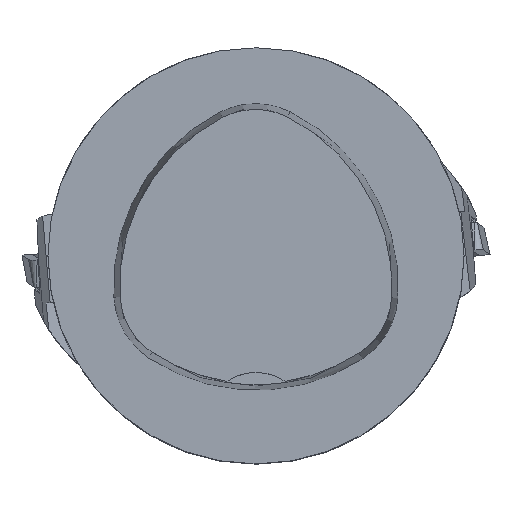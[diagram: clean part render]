
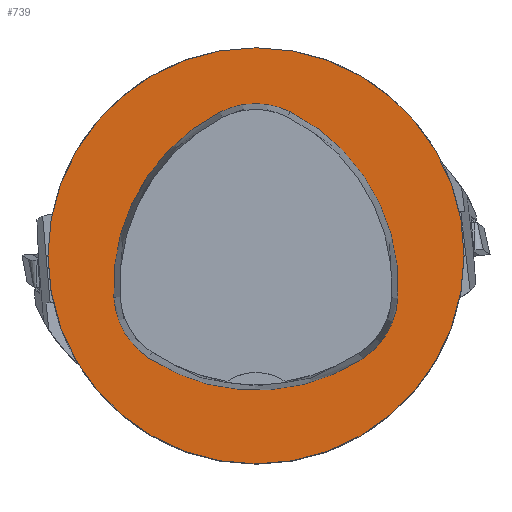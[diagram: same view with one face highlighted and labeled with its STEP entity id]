
A CAD part, top view. The second image highlights one B-rep face of the part: STEP entity #739.
In plain terms, the highlighted planar face has unit normal (0, 0, 1).
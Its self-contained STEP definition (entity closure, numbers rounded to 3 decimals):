
#380=FACE_BOUND('',#1400,.T.);
#381=FACE_BOUND('',#1401,.T.);
#485=CIRCLE('',#5070,16.);
#486=CIRCLE('',#5076,15.);
#488=CIRCLE('',#5079,6.);
#490=CIRCLE('',#5082,15.);
#492=CIRCLE('',#5085,6.);
#496=CIRCLE('',#5090,15.);
#498=CIRCLE('',#5093,6.);
#739=ADVANCED_FACE('',(#380,#381),#927,.T.);
#927=PLANE('',#5098);
#1400=EDGE_LOOP('',(#2547,#2548,#2549,#2550,#2551,#2552));
#1401=EDGE_LOOP('',(#2553));
#2547=ORIENTED_EDGE('',*,*,#3808,.T.);
#2548=ORIENTED_EDGE('',*,*,#3788,.T.);
#2549=ORIENTED_EDGE('',*,*,#3792,.T.);
#2550=ORIENTED_EDGE('',*,*,#3795,.T.);
#2551=ORIENTED_EDGE('',*,*,#3798,.T.);
#2552=ORIENTED_EDGE('',*,*,#3806,.T.);
#2553=ORIENTED_EDGE('',*,*,#3779,.F.);
#3218=VERTEX_POINT('',#7751);
#3227=VERTEX_POINT('',#7770);
#3228=VERTEX_POINT('',#7771);
#3231=VERTEX_POINT('',#7779);
#3233=VERTEX_POINT('',#7785);
#3235=VERTEX_POINT('',#7791);
#3242=VERTEX_POINT('',#7812);
#3779=EDGE_CURVE('',#3218,#3218,#485,.T.);
#3788=EDGE_CURVE('',#3227,#3228,#486,.T.);
#3792=EDGE_CURVE('',#3228,#3231,#488,.T.);
#3795=EDGE_CURVE('',#3231,#3233,#490,.T.);
#3798=EDGE_CURVE('',#3233,#3235,#492,.T.);
#3806=EDGE_CURVE('',#3235,#3242,#496,.T.);
#3808=EDGE_CURVE('',#3242,#3227,#498,.T.);
#5070=AXIS2_PLACEMENT_3D('',#7750,#6008,#6009);
#5076=AXIS2_PLACEMENT_3D('',#7769,#6024,#6025);
#5079=AXIS2_PLACEMENT_3D('',#7778,#6032,#6033);
#5082=AXIS2_PLACEMENT_3D('',#7784,#6039,#6040);
#5085=AXIS2_PLACEMENT_3D('',#7790,#6046,#6047);
#5090=AXIS2_PLACEMENT_3D('',#7813,#6058,#6059);
#5093=AXIS2_PLACEMENT_3D('',#7816,#6064,#6065);
#5098=AXIS2_PLACEMENT_3D('',#7821,#6074,#6075);
#6008=DIRECTION('',(0.,0.,-1.));
#6009=DIRECTION('',(-1.,0.,0.));
#6024=DIRECTION('',(0.,0.,-1.));
#6025=DIRECTION('',(-1.,0.,0.));
#6032=DIRECTION('',(0.,0.,-1.));
#6033=DIRECTION('',(-1.,0.,0.));
#6039=DIRECTION('',(0.,0.,-1.));
#6040=DIRECTION('',(-1.,0.,0.));
#6046=DIRECTION('',(0.,0.,-1.));
#6047=DIRECTION('',(-1.,0.,0.));
#6058=DIRECTION('',(0.,0.,-1.));
#6059=DIRECTION('',(-1.,0.,0.));
#6064=DIRECTION('',(0.,0.,-1.));
#6065=DIRECTION('',(-1.,0.,0.));
#6074=DIRECTION('',(0.,0.,1.));
#6075=DIRECTION('',(1.,0.,0.));
#7750=CARTESIAN_POINT('',(0.,0.,0.));
#7751=CARTESIAN_POINT('',(-16.,0.,0.));
#7769=CARTESIAN_POINT('',(4.048,-2.316,0.));
#7770=CARTESIAN_POINT('',(-10.926,-3.206,0.));
#7771=CARTESIAN_POINT('',(-2.774,11.043,0.));
#7778=CARTESIAN_POINT('',(-0.045,5.7,0.));
#7779=CARTESIAN_POINT('',(2.638,11.066,0.));
#7784=CARTESIAN_POINT('',(-4.07,-2.35,0.));
#7785=CARTESIAN_POINT('',(10.903,-3.249,0.));
#7790=CARTESIAN_POINT('',(4.914,-2.889,0.));
#7791=CARTESIAN_POINT('',(8.177,-7.924,0.));
#7812=CARTESIAN_POINT('',(-8.24,-7.859,0.));
#7813=CARTESIAN_POINT('',(0.019,4.663,0.));
#7816=CARTESIAN_POINT('',(-4.936,-2.85,0.));
#7821=CARTESIAN_POINT('',(0.,0.,0.));
